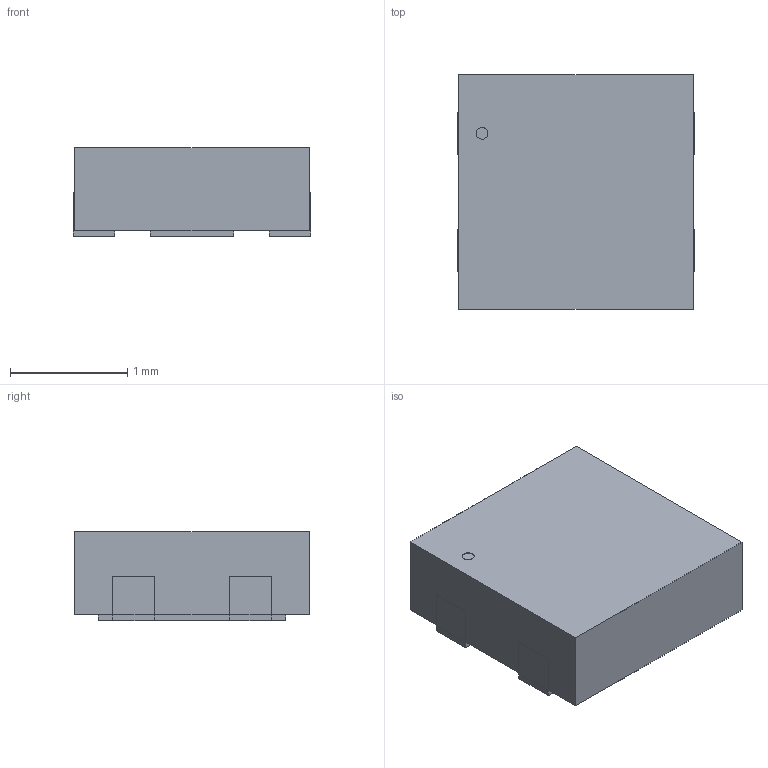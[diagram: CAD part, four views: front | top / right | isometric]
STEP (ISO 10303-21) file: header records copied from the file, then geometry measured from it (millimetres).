
FILE_DESCRIPTION(('FreeCAD Model'),'2;1');
FILE_NAME('Open CASCADE Shape Model','2022-05-10T15:57:38',(''),(''), 'Open CASCADE STEP processor 7.5','FreeCAD','Unknown');
FILE_SCHEMA(('AUTOMOTIVE_DESIGN { 1 0 10303 214 1 1 1 1 }'));
Length unit declared in the file: millimetre
Products named in the file (8): wdfn_4_2x2_ep0_7x1_6; Solid; Solid002; Solid003; Solid004; Solid005; Solid006; Solid001
Assembly tree (7 placements, depth 2):
  wdfn_4_2x2_ep0_7x1_6
    Solid
    Solid002
    Solid003
    Solid004
    Solid005
    Solid006
    Solid001
Bounding box: 2.03 x 2.01 x 0.77 mm (x, y, z)
Volume: 2.9 mm3; surface area: 18.5 mm2
Topology: 7 solids, 7 shells, 47 faces, 91 edges, 58 vertices
Faces by surface type: plane 46, cylinder 1
Full cylindrical faces by diameter (mm): 0.1 x1
Entity records: 1382 total; most frequent: CARTESIAN_POINT 205, DIRECTION 202, ORIENTED_EDGE 182, EDGE_CURVE 91, LINE 88, VECTOR 88, VERTEX_POINT 58, AXIS2_PLACEMENT_3D 57
